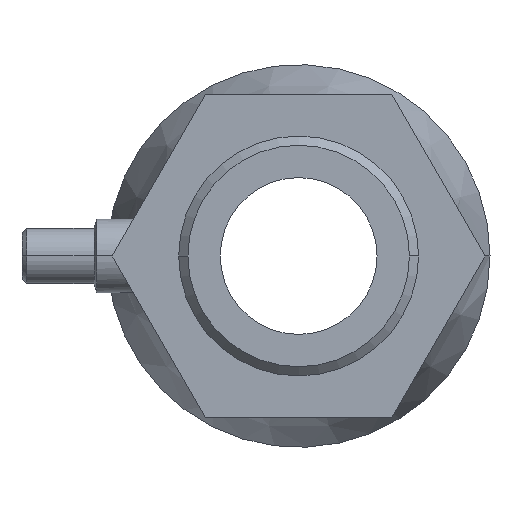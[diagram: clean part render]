
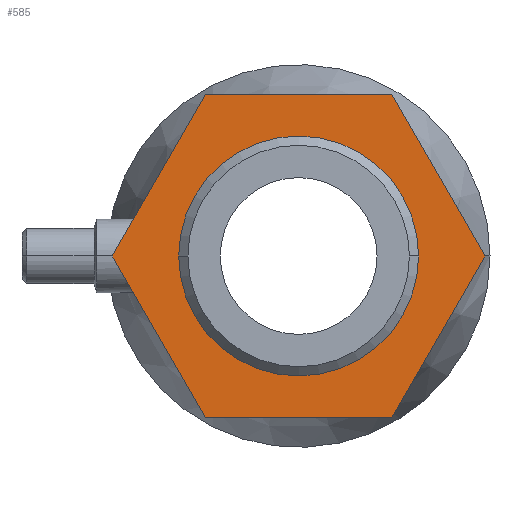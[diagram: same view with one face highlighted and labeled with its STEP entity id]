
A CAD part, left-side view. The second image highlights one B-rep face of the part: STEP entity #585.
In plain terms, the highlighted planar face has unit normal (-1, 0, 0).
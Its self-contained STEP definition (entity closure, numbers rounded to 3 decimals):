
#521 = EDGE_CURVE( '', #667, #893, #1196, .T. );
#543 = EDGE_CURVE( '', #765, #763, #1222, .T. );
#569 = EDGE_CURVE( '', #731, #623, #1251, .T. );
#585 = ADVANCED_FACE( '', ( #1269, #1270 ), #1271, .T. );
#623 = VERTEX_POINT( '', #1312 );
#637 = EDGE_CURVE( '', #623, #731, #1326, .T. );
#667 = VERTEX_POINT( '', #1361 );
#731 = VERTEX_POINT( '', #1433 );
#763 = VERTEX_POINT( '', #1469 );
#765 = VERTEX_POINT( '', #1471 );
#821 = EDGE_CURVE( '', #835, #949, #1533, .T. );
#835 = VERTEX_POINT( '', #1548 );
#869 = EDGE_CURVE( '', #893, #765, #1584, .T. );
#893 = VERTEX_POINT( '', #1612 );
#901 = EDGE_CURVE( '', #949, #667, #1620, .T. );
#915 = EDGE_CURVE( '', #763, #835, #1634, .T. );
#949 = VERTEX_POINT( '', #1671 );
#1196 = LINE( '', #2167, #2168 );
#1222 = LINE( '', #2199, #2200 );
#1251 = CIRCLE( '', #2264, 26.013 );
#1269 = FACE_OUTER_BOUND( '', #2290, .T. );
#1270 = FACE_BOUND( '', #2291, .T. );
#1271 = PLANE( '', #2292 );
#1312 = CARTESIAN_POINT( '', ( -99., -26.013, 0. ) );
#1326 = CIRCLE( '', #2380, 26.013 );
#1361 = CARTESIAN_POINT( '', ( -99., 20.207, -35. ) );
#1433 = CARTESIAN_POINT( '', ( -99., 26.013, 0. ) );
#1469 = CARTESIAN_POINT( '', ( -99., -20.207, 35. ) );
#1471 = CARTESIAN_POINT( '', ( -99., -40.415, 0. ) );
#1533 = LINE( '', #2772, #2773 );
#1548 = CARTESIAN_POINT( '', ( -99., 20.207, 35. ) );
#1584 = LINE( '', #2856, #2857 );
#1612 = CARTESIAN_POINT( '', ( -99., -20.207, -35. ) );
#1620 = LINE( '', #2906, #2907 );
#1634 = LINE( '', #2927, #2928 );
#1671 = CARTESIAN_POINT( '', ( -99., 40.415, 0. ) );
#2167 = CARTESIAN_POINT( '', ( -99., 9.525, -35. ) );
#2168 = VECTOR( '', #3321, 1. );
#2199 = CARTESIAN_POINT( '', ( -99., -20.352, 34.749 ) );
#2200 = VECTOR( '', #3353, 1. );
#2264 = AXIS2_PLACEMENT_3D( '', #3387, #3388, #3389 );
#2290 = EDGE_LOOP( '', ( #3416, #3417, #3418, #3419, #3420, #3421 ) );
#2291 = EDGE_LOOP( '', ( #3422, #3423 ) );
#2292 = AXIS2_PLACEMENT_3D( '', #3424, #3425, #3426 );
#2380 = AXIS2_PLACEMENT_3D( '', #3473, #3474, #3475 );
#2772 = CARTESIAN_POINT( '', ( -99., 40.27, 0.251 ) );
#2773 = VECTOR( '', #3737, 1. );
#2856 = CARTESIAN_POINT( '', ( -99., -30.456, -17.249 ) );
#2857 = VECTOR( '', #3789, 1. );
#2906 = CARTESIAN_POINT( '', ( -99., 30.166, -17.751 ) );
#2907 = VECTOR( '', #3825, 1. );
#2927 = CARTESIAN_POINT( '', ( -99., 29.732, 35. ) );
#2928 = VECTOR( '', #3836, 1. );
#3321 = DIRECTION( '', ( 0., -1., 0. ) );
#3353 = DIRECTION( '', ( 0., 0.5, 0.866 ) );
#3387 = CARTESIAN_POINT( '', ( -99., 0., 0. ) );
#3388 = DIRECTION( '', ( -1., 0., 0. ) );
#3389 = DIRECTION( '', ( 0., 1., 0. ) );
#3416 = ORIENTED_EDGE( '', *, *, #915, .T. );
#3417 = ORIENTED_EDGE( '', *, *, #821, .T. );
#3418 = ORIENTED_EDGE( '', *, *, #901, .T. );
#3419 = ORIENTED_EDGE( '', *, *, #521, .T. );
#3420 = ORIENTED_EDGE( '', *, *, #869, .T. );
#3421 = ORIENTED_EDGE( '', *, *, #543, .T. );
#3422 = ORIENTED_EDGE( '', *, *, #569, .F. );
#3423 = ORIENTED_EDGE( '', *, *, #637, .F. );
#3424 = CARTESIAN_POINT( '', ( -99., 39.257, 0. ) );
#3425 = DIRECTION( '', ( -1., 0., 0. ) );
#3426 = DIRECTION( '', ( 0., 1., 0. ) );
#3473 = CARTESIAN_POINT( '', ( -99., 0., 0. ) );
#3474 = DIRECTION( '', ( -1., 0., 0. ) );
#3475 = DIRECTION( '', ( 0., 1., 0. ) );
#3737 = DIRECTION( '', ( 0., 0.5, -0.866 ) );
#3789 = DIRECTION( '', ( 0., -0.5, 0.866 ) );
#3825 = DIRECTION( '', ( 0., -0.5, -0.866 ) );
#3836 = DIRECTION( '', ( 0., 1., 0. ) );
